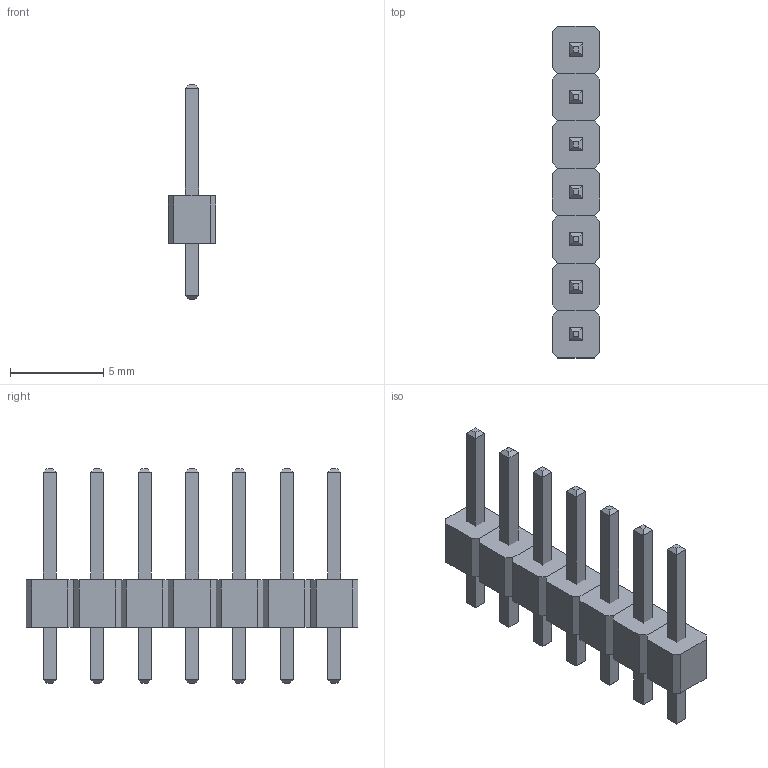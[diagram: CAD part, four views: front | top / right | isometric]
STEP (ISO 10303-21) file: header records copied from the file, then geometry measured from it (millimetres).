
FILE_DESCRIPTION(('FreeCAD Model'),'2;1');
FILE_NAME('Open CASCADE Shape Model','2022-06-14T01:08:30',( 'kicad StepUp'),('ksu MCAD'),'Open CASCADE STEP processor 7.5', 'FreeCAD','Unknown');
FILE_SCHEMA(('AUTOMOTIVE_DESIGN { 1 0 10303 214 1 1 1 1 }'));
Length unit declared in the file: millimetre
Products named in the file (3): PinHeader_P2.54mm_1x07; Body; Pin
Assembly tree (2 placements, depth 2):
  PinHeader_P2.54mm_1x07
    Body
    Pin
Bounding box: 2.54 x 17.78 x 11.5 mm (x, y, z)
Volume: 150.3 mm3; surface area: 423.6 mm2
Topology: 8 solids, 8 shells, 184 faces, 396 edges, 228 vertices
Faces by surface type: plane 184
Entity records: 9993 total; most frequent: CARTESIAN_POINT 1603, DIRECTION 1562, LINE 1188, VECTOR 1188, ORIENTED_EDGE 792, PCURVE 792, DEFINITIONAL_REPRESENTATION 792, EDGE_CURVE 396
